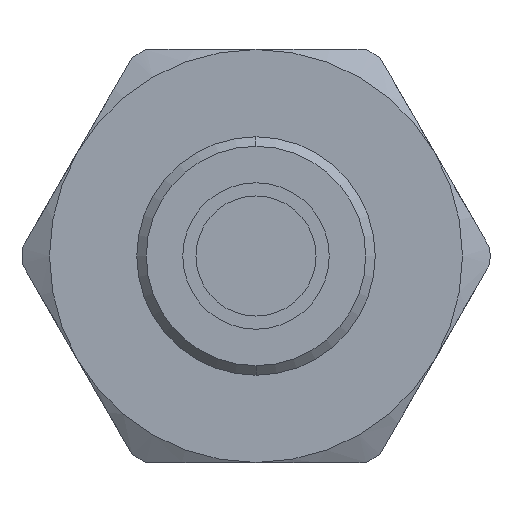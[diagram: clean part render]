
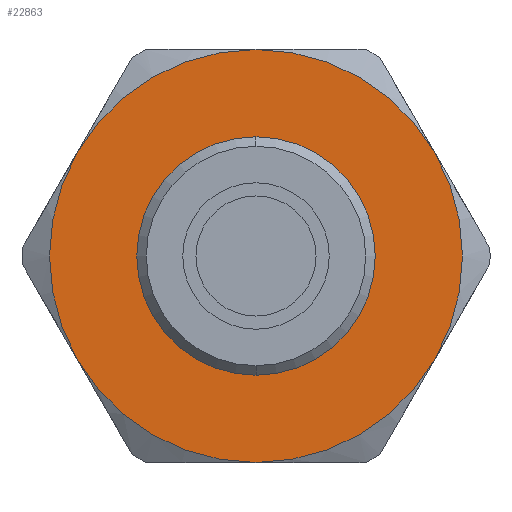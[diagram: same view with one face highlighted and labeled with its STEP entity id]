
A CAD part, left-side view. The second image highlights one B-rep face of the part: STEP entity #22863.
In plain terms, the highlighted planar face has unit normal (-1, 0, 0).
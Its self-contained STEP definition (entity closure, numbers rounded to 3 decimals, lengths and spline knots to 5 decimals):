
#217 = CARTESIAN_POINT ( 'NONE',  ( 0.13, 0.18753, 0.10827 ) ) ;
#339 = CARTESIAN_POINT ( 'NONE',  ( 0.13, 0., 0. ) ) ;
#459 = DIRECTION ( 'NONE',  ( -1., 0., 0. ) ) ;
#469 = AXIS2_PLACEMENT_3D ( 'NONE', #17942, #4747, #4511 ) ;
#502 = FACE_BOUND ( 'NONE', #8540, .T. ) ;
#510 = DIRECTION ( 'NONE',  ( -1., 0., 0. ) ) ;
#550 = AXIS2_PLACEMENT_3D ( 'NONE', #16157, #20180, #5042 ) ;
#583 = DIRECTION ( 'NONE',  ( 0., 0., 1. ) ) ;
#836 = EDGE_CURVE ( 'NONE', #9409, #5029, #23738, .T. ) ;
#2093 = AXIS2_PLACEMENT_3D ( 'NONE', #339, #2394, #583 ) ;
#2394 = DIRECTION ( 'NONE',  ( -1., 0., 0. ) ) ;
#2539 = ORIENTED_EDGE ( 'NONE', *, *, #23496, .T. ) ;
#2566 = FACE_OUTER_BOUND ( 'NONE', #9643, .T. ) ;
#2575 = DIRECTION ( 'NONE',  ( 0., 0., 1. ) ) ;
#3068 = EDGE_CURVE ( 'NONE', #4286, #5544, #8915, .T. ) ;
#3750 = EDGE_CURVE ( 'NONE', #6466, #18441, #24279, .T. ) ;
#4028 = DIRECTION ( 'NONE',  ( 0., 0., 1. ) ) ;
#4174 = AXIS2_PLACEMENT_3D ( 'NONE', #4917, #12297, #8451 ) ;
#4279 = CARTESIAN_POINT ( 'NONE',  ( 0.13, 0., 0. ) ) ;
#4286 = VERTEX_POINT ( 'NONE', #6394 ) ;
#4511 = DIRECTION ( 'NONE',  ( 0., 0., 1. ) ) ;
#4747 = DIRECTION ( 'NONE',  ( -1., 0., 0. ) ) ;
#4904 = CARTESIAN_POINT ( 'NONE',  ( 0.13, -0.18753, 0.10827 ) ) ;
#4917 = CARTESIAN_POINT ( 'NONE',  ( 0.13, 0., 0. ) ) ;
#5029 = VERTEX_POINT ( 'NONE', #4904 ) ;
#5042 = DIRECTION ( 'NONE',  ( 0., 0., -1. ) ) ;
#5506 = DIRECTION ( 'NONE',  ( 0., 0., -1. ) ) ;
#5544 = VERTEX_POINT ( 'NONE', #19828 ) ;
#5790 = ORIENTED_EDGE ( 'NONE', *, *, #19366, .T. ) ;
#5954 = ORIENTED_EDGE ( 'NONE', *, *, #836, .T. ) ;
#6072 = ORIENTED_EDGE ( 'NONE', *, *, #18148, .T. ) ;
#6394 = CARTESIAN_POINT ( 'NONE',  ( 0.13, 0., -0.125 ) ) ;
#6459 = ORIENTED_EDGE ( 'NONE', *, *, #3068, .T. ) ;
#6466 = VERTEX_POINT ( 'NONE', #17701 ) ;
#6688 = CIRCLE ( 'NONE', #13626, 0.125 ) ;
#7226 = DIRECTION ( 'NONE',  ( 1., 0., 0. ) ) ;
#8451 = DIRECTION ( 'NONE',  ( 0., 0., 1. ) ) ;
#8540 = EDGE_LOOP ( 'NONE', ( #6459, #2539 ) ) ;
#8915 = CIRCLE ( 'NONE', #22270, 0.125 ) ;
#9409 = VERTEX_POINT ( 'NONE', #14001 ) ;
#9523 = CARTESIAN_POINT ( 'NONE',  ( 0.13, 0.18753, -0.10827 ) ) ;
#9643 = EDGE_LOOP ( 'NONE', ( #5790, #6072, #5954, #14624, #10398, #13825 ) ) ;
#10398 = ORIENTED_EDGE ( 'NONE', *, *, #3750, .T. ) ;
#10537 = PLANE ( 'NONE',  #550 ) ;
#11865 = CARTESIAN_POINT ( 'NONE',  ( 0.13, 0., 0. ) ) ;
#12297 = DIRECTION ( 'NONE',  ( -1., 0., 0. ) ) ;
#13626 = AXIS2_PLACEMENT_3D ( 'NONE', #21399, #19235, #17562 ) ;
#13792 = DIRECTION ( 'NONE',  ( 0., 0., 1. ) ) ;
#13807 = EDGE_CURVE ( 'NONE', #5029, #6466, #13858, .T. ) ;
#13825 = ORIENTED_EDGE ( 'NONE', *, *, #21762, .T. ) ;
#13858 = CIRCLE ( 'NONE', #22155, 0.21654 ) ;
#14001 = CARTESIAN_POINT ( 'NONE',  ( 0.13, -0.18753, -0.10827 ) ) ;
#14037 = CARTESIAN_POINT ( 'NONE',  ( 0.13, 0., -0.21654 ) ) ;
#14120 = VERTEX_POINT ( 'NONE', #14037 ) ;
#14624 = ORIENTED_EDGE ( 'NONE', *, *, #13807, .T. ) ;
#14692 = CIRCLE ( 'NONE', #22991, 0.21654 ) ;
#16157 = CARTESIAN_POINT ( 'NONE',  ( 0.13, 0.24538, 0. ) ) ;
#16430 = CIRCLE ( 'NONE', #4174, 0.21654 ) ;
#16768 = CIRCLE ( 'NONE', #2093, 0.21654 ) ;
#17384 = DIRECTION ( 'NONE',  ( -1., 0., 0. ) ) ;
#17462 = VERTEX_POINT ( 'NONE', #9523 ) ;
#17562 = DIRECTION ( 'NONE',  ( 0., 0., -1. ) ) ;
#17701 = CARTESIAN_POINT ( 'NONE',  ( 0.13, 0., 0.21654 ) ) ;
#17942 = CARTESIAN_POINT ( 'NONE',  ( 0.13, 0., 0. ) ) ;
#17968 = AXIS2_PLACEMENT_3D ( 'NONE', #11865, #510, #2575 ) ;
#18148 = EDGE_CURVE ( 'NONE', #14120, #9409, #14692, .T. ) ;
#18441 = VERTEX_POINT ( 'NONE', #217 ) ;
#19235 = DIRECTION ( 'NONE',  ( 1., 0., 0. ) ) ;
#19366 = EDGE_CURVE ( 'NONE', #17462, #14120, #16768, .T. ) ;
#19477 = CARTESIAN_POINT ( 'NONE',  ( 0.13, 0., 0. ) ) ;
#19828 = CARTESIAN_POINT ( 'NONE',  ( 0.13, 0., 0.125 ) ) ;
#20180 = DIRECTION ( 'NONE',  ( 1., 0., 0. ) ) ;
#21399 = CARTESIAN_POINT ( 'NONE',  ( 0.13, 0., 0. ) ) ;
#21762 = EDGE_CURVE ( 'NONE', #18441, #17462, #16430, .T. ) ;
#22123 = CARTESIAN_POINT ( 'NONE',  ( 0.13, 0., 0. ) ) ;
#22155 = AXIS2_PLACEMENT_3D ( 'NONE', #19477, #459, #13792 ) ;
#22270 = AXIS2_PLACEMENT_3D ( 'NONE', #22123, #7226, #5506 ) ;
#22863 = ADVANCED_FACE ( 'NONE', ( #502, #2566 ), #10537, .F. ) ;
#22991 = AXIS2_PLACEMENT_3D ( 'NONE', #4279, #17384, #4028 ) ;
#23496 = EDGE_CURVE ( 'NONE', #5544, #4286, #6688, .T. ) ;
#23738 = CIRCLE ( 'NONE', #469, 0.21654 ) ;
#24279 = CIRCLE ( 'NONE', #17968, 0.21654 ) ;
